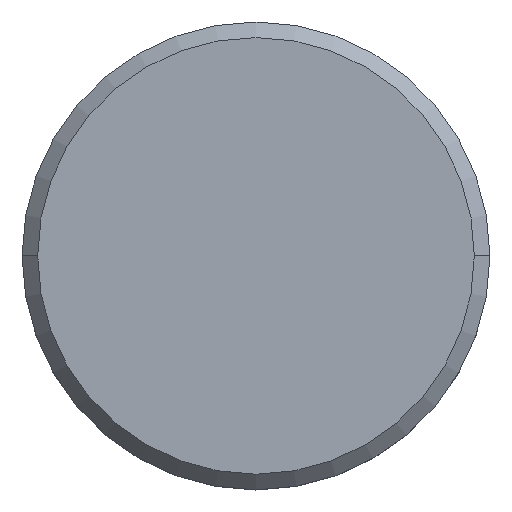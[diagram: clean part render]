
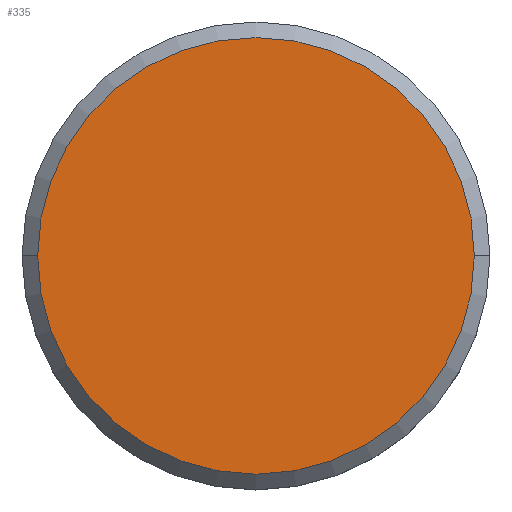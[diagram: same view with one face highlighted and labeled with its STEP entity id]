
A CAD part, top view. The second image highlights one B-rep face of the part: STEP entity #335.
In plain terms, the highlighted planar face has unit normal (0, 0, 1).
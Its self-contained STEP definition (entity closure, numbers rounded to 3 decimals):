
#6 = DIRECTION ( 'NONE',  ( 1., 0., 0. ) ) ;
#72 = CARTESIAN_POINT ( 'NONE',  ( 0., 0., 0. ) ) ;
#73 = CIRCLE ( 'NONE', #192, 7. ) ;
#124 = CARTESIAN_POINT ( 'NONE',  ( 7., 0., 0. ) ) ;
#129 = EDGE_CURVE ( 'NONE', #226, #175, #367, .T. ) ;
#136 = PLANE ( 'NONE',  #469 ) ;
#175 = VERTEX_POINT ( 'NONE', #272 ) ;
#192 = AXIS2_PLACEMENT_3D ( 'NONE', #457, #216, #418 ) ;
#200 = DIRECTION ( 'NONE',  ( 0., 0., 1. ) ) ;
#206 = AXIS2_PLACEMENT_3D ( 'NONE', #72, #349, #505 ) ;
#216 = DIRECTION ( 'NONE',  ( 0., 0., 1. ) ) ;
#226 = VERTEX_POINT ( 'NONE', #124 ) ;
#272 = CARTESIAN_POINT ( 'NONE',  ( -7., 0., 0. ) ) ;
#335 = ADVANCED_FACE ( 'NONE', ( #366 ), #136, .T. ) ;
#349 = DIRECTION ( 'NONE',  ( 0., 0., 1. ) ) ;
#366 = FACE_OUTER_BOUND ( 'NONE', #375, .T. ) ;
#367 = CIRCLE ( 'NONE', #206, 7. ) ;
#375 = EDGE_LOOP ( 'NONE', ( #444, #452 ) ) ;
#418 = DIRECTION ( 'NONE',  ( 1., 0., 0. ) ) ;
#444 = ORIENTED_EDGE ( 'NONE', *, *, #480, .T. ) ;
#452 = ORIENTED_EDGE ( 'NONE', *, *, #129, .T. ) ;
#457 = CARTESIAN_POINT ( 'NONE',  ( 0., 0., 0. ) ) ;
#469 = AXIS2_PLACEMENT_3D ( 'NONE', #491, #200, #6 ) ;
#480 = EDGE_CURVE ( 'NONE', #175, #226, #73, .T. ) ;
#491 = CARTESIAN_POINT ( 'NONE',  ( 0., 0., 0. ) ) ;
#505 = DIRECTION ( 'NONE',  ( 1., 0., 0. ) ) ;
